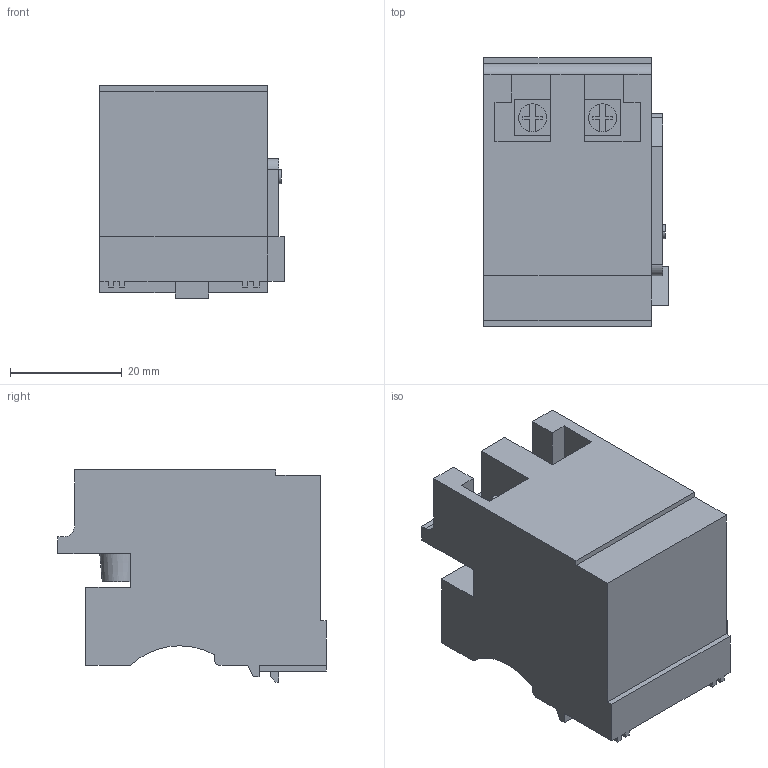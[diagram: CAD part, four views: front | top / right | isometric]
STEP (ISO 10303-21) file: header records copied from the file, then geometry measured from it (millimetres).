
FILE_DESCRIPTION (( 'STEP AP214' ), '1' );
FILE_NAME ('Ðàñöåïèòåëü íåçàâèñèìûé ê ÂÀ-99Ñ (Compact NS) MX 100-630À EKF PROxima.STEP', '2016-12-19T19:27:03', ( '' ), ( '' ), 'SwSTEP 2.0', 'SolidWorks 2014', '' );
FILE_SCHEMA (( 'AUTOMOTIVE_DESIGN' ));
Length unit declared in the file: millimetre
Products named in the file (1): Ðàñöåïèòåëü íåçàâèñèìûé ê ÂÀ-99Ñ (Compact NS) MX 100-630À EKF PROxima
Bounding box: 33 x 48 x 38 mm (x, y, z)
Volume: 41582.1 mm3; surface area: 9791.7 mm2
Topology: 2 solids, 2 shells, 136 faces, 376 edges, 248 vertices
Faces by surface type: plane 115, cylinder 17, cone 4
Entity records: 4333 total; most frequent: CARTESIAN_POINT 773, ORIENTED_EDGE 752, DIRECTION 696, EDGE_CURVE 376, VECTOR 322, LINE 322, VERTEX_POINT 248, AXIS2_PLACEMENT_3D 187
